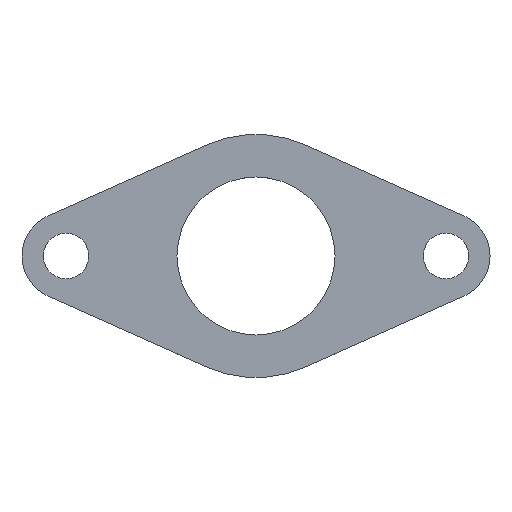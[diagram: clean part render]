
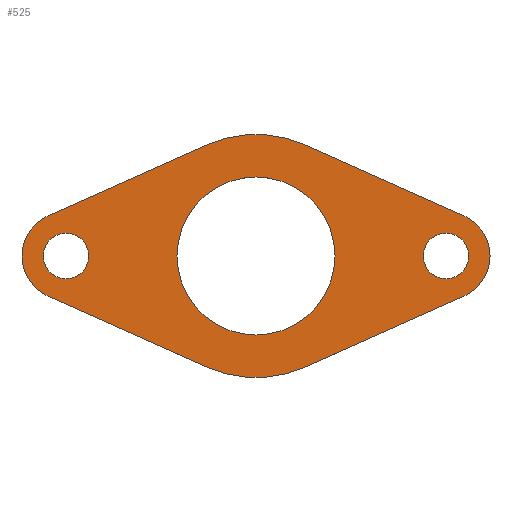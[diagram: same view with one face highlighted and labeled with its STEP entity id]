
A CAD part, top view. The second image highlights one B-rep face of the part: STEP entity #525.
In plain terms, the highlighted planar face has unit normal (0, 0, 1).
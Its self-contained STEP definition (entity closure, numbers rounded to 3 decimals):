
#62=CARTESIAN_POINT('Vertex',(8.16,18.26,1.)) ;
#76=CARTESIAN_POINT('Vertex',(-8.16,18.26,1.)) ;
#79=CARTESIAN_POINT('Axis2P3D Location',(0.,0.,1.)) ;
#107=CARTESIAN_POINT('Vertex',(-34.208,6.619,1.)) ;
#110=CARTESIAN_POINT('Line Origine',(-21.184,12.439,1.)) ;
#138=CARTESIAN_POINT('Vertex',(-34.208,-6.619,1.)) ;
#141=CARTESIAN_POINT('Axis2P3D Location',(-31.25,0.,1.)) ;
#169=CARTESIAN_POINT('Vertex',(-8.16,-18.26,1.)) ;
#172=CARTESIAN_POINT('Line Origine',(-21.184,-12.439,1.)) ;
#200=CARTESIAN_POINT('Vertex',(8.16,-18.26,1.)) ;
#203=CARTESIAN_POINT('Axis2P3D Location',(0.,0.,1.)) ;
#231=CARTESIAN_POINT('Vertex',(34.208,-6.619,1.)) ;
#234=CARTESIAN_POINT('Line Origine',(21.184,-12.439,1.)) ;
#262=CARTESIAN_POINT('Vertex',(34.208,6.619,1.)) ;
#265=CARTESIAN_POINT('Axis2P3D Location',(31.25,0.,1.)) ;
#287=CARTESIAN_POINT('Line Origine',(21.184,12.439,1.)) ;
#304=CARTESIAN_POINT('Axis2P3D Location',(0.,0.,1.)) ;
#308=CARTESIAN_POINT('Vertex',(-13.,0.,1.)) ;
#310=CARTESIAN_POINT('Vertex',(13.,0.,1.)) ;
#339=CARTESIAN_POINT('Axis2P3D Location',(0.,0.,1.)) ;
#361=CARTESIAN_POINT('Axis2P3D Location',(-31.25,0.,1.)) ;
#365=CARTESIAN_POINT('Vertex',(-35.,0.,1.)) ;
#367=CARTESIAN_POINT('Vertex',(-27.5,0.,1.)) ;
#396=CARTESIAN_POINT('Axis2P3D Location',(-31.25,0.,1.)) ;
#418=CARTESIAN_POINT('Axis2P3D Location',(31.25,0.,1.)) ;
#422=CARTESIAN_POINT('Vertex',(27.5,0.,1.)) ;
#424=CARTESIAN_POINT('Vertex',(35.,0.,1.)) ;
#453=CARTESIAN_POINT('Axis2P3D Location',(31.25,0.,1.)) ;
#498=CARTESIAN_POINT('Axis2P3D Location',(0.,0.,1.)) ;
#80=DIRECTION('Axis2P3D Direction',(0.,0.,1.)) ;
#111=DIRECTION('Vector Direction',(0.913,0.408,0.)) ;
#142=DIRECTION('Axis2P3D Direction',(0.,0.,1.)) ;
#173=DIRECTION('Vector Direction',(0.913,-0.408,0.)) ;
#204=DIRECTION('Axis2P3D Direction',(0.,0.,1.)) ;
#235=DIRECTION('Vector Direction',(-0.913,-0.408,0.)) ;
#266=DIRECTION('Axis2P3D Direction',(0.,0.,1.)) ;
#288=DIRECTION('Vector Direction',(-0.913,0.408,0.)) ;
#305=DIRECTION('Axis2P3D Direction',(0.,0.,1.)) ;
#340=DIRECTION('Axis2P3D Direction',(0.,0.,1.)) ;
#362=DIRECTION('Axis2P3D Direction',(0.,0.,1.)) ;
#397=DIRECTION('Axis2P3D Direction',(0.,0.,1.)) ;
#419=DIRECTION('Axis2P3D Direction',(0.,0.,1.)) ;
#454=DIRECTION('Axis2P3D Direction',(0.,0.,1.)) ;
#499=DIRECTION('Axis2P3D Direction',(0.,0.,1.)) ;
#500=DIRECTION('Axis2P3D XDirection',(1.,0.,0.)) ;
#81=AXIS2_PLACEMENT_3D('Circle Axis2P3D',#79,#80,$) ;
#143=AXIS2_PLACEMENT_3D('Circle Axis2P3D',#141,#142,$) ;
#205=AXIS2_PLACEMENT_3D('Circle Axis2P3D',#203,#204,$) ;
#267=AXIS2_PLACEMENT_3D('Circle Axis2P3D',#265,#266,$) ;
#306=AXIS2_PLACEMENT_3D('Circle Axis2P3D',#304,#305,$) ;
#341=AXIS2_PLACEMENT_3D('Circle Axis2P3D',#339,#340,$) ;
#363=AXIS2_PLACEMENT_3D('Circle Axis2P3D',#361,#362,$) ;
#398=AXIS2_PLACEMENT_3D('Circle Axis2P3D',#396,#397,$) ;
#420=AXIS2_PLACEMENT_3D('Circle Axis2P3D',#418,#419,$) ;
#455=AXIS2_PLACEMENT_3D('Circle Axis2P3D',#453,#454,$) ;
#501=AXIS2_PLACEMENT_3D('Plane Axis2P3D',#498,#499,#500) ;
#504=ORIENTED_EDGE('',*,*,#83,.T.) ;
#505=ORIENTED_EDGE('',*,*,#114,.T.) ;
#506=ORIENTED_EDGE('',*,*,#145,.T.) ;
#507=ORIENTED_EDGE('',*,*,#176,.T.) ;
#508=ORIENTED_EDGE('',*,*,#207,.T.) ;
#509=ORIENTED_EDGE('',*,*,#238,.T.) ;
#510=ORIENTED_EDGE('',*,*,#269,.T.) ;
#511=ORIENTED_EDGE('',*,*,#291,.T.) ;
#514=ORIENTED_EDGE('',*,*,#312,.F.) ;
#515=ORIENTED_EDGE('',*,*,#343,.F.) ;
#518=ORIENTED_EDGE('',*,*,#369,.F.) ;
#519=ORIENTED_EDGE('',*,*,#400,.F.) ;
#522=ORIENTED_EDGE('',*,*,#426,.F.) ;
#523=ORIENTED_EDGE('',*,*,#457,.F.) ;
#516=FACE_BOUND('',#513,.T.) ;
#520=FACE_BOUND('',#517,.T.) ;
#524=FACE_BOUND('',#521,.T.) ;
#112=VECTOR('Line Direction',#111,1.) ;
#174=VECTOR('Line Direction',#173,1.) ;
#236=VECTOR('Line Direction',#235,1.) ;
#289=VECTOR('Line Direction',#288,1.) ;
#525=ADVANCED_FACE('Corps principal',(#512,#516,#520,#524),#502,.T.) ;
#82=CIRCLE('generated circle',#81,20.) ;
#144=CIRCLE('generated circle',#143,7.25) ;
#206=CIRCLE('generated circle',#205,20.) ;
#268=CIRCLE('generated circle',#267,7.25) ;
#307=CIRCLE('generated circle',#306,13.) ;
#342=CIRCLE('generated circle',#341,13.) ;
#364=CIRCLE('generated circle',#363,3.75) ;
#399=CIRCLE('generated circle',#398,3.75) ;
#421=CIRCLE('generated circle',#420,3.75) ;
#456=CIRCLE('generated circle',#455,3.75) ;
#83=EDGE_CURVE('',#63,#77,#82,.T.) ;
#114=EDGE_CURVE('',#77,#108,#113,.F.) ;
#145=EDGE_CURVE('',#108,#139,#144,.T.) ;
#176=EDGE_CURVE('',#139,#170,#175,.T.) ;
#207=EDGE_CURVE('',#170,#201,#206,.T.) ;
#238=EDGE_CURVE('',#201,#232,#237,.F.) ;
#269=EDGE_CURVE('',#232,#263,#268,.T.) ;
#291=EDGE_CURVE('',#263,#63,#290,.T.) ;
#312=EDGE_CURVE('',#309,#311,#307,.T.) ;
#343=EDGE_CURVE('',#311,#309,#342,.T.) ;
#369=EDGE_CURVE('',#366,#368,#364,.T.) ;
#400=EDGE_CURVE('',#368,#366,#399,.T.) ;
#426=EDGE_CURVE('',#423,#425,#421,.T.) ;
#457=EDGE_CURVE('',#425,#423,#456,.T.) ;
#503=EDGE_LOOP('',(#504,#505,#506,#507,#508,#509,#510,#511)) ;
#513=EDGE_LOOP('',(#514,#515)) ;
#517=EDGE_LOOP('',(#518,#519)) ;
#521=EDGE_LOOP('',(#522,#523)) ;
#512=FACE_OUTER_BOUND('',#503,.T.) ;
#113=LINE('Line',#110,#112) ;
#175=LINE('Line',#172,#174) ;
#237=LINE('Line',#234,#236) ;
#290=LINE('Line',#287,#289) ;
#502=PLANE('',#501) ;
#63=VERTEX_POINT('',#62) ;
#77=VERTEX_POINT('',#76) ;
#108=VERTEX_POINT('',#107) ;
#139=VERTEX_POINT('',#138) ;
#170=VERTEX_POINT('',#169) ;
#201=VERTEX_POINT('',#200) ;
#232=VERTEX_POINT('',#231) ;
#263=VERTEX_POINT('',#262) ;
#309=VERTEX_POINT('',#308) ;
#311=VERTEX_POINT('',#310) ;
#366=VERTEX_POINT('',#365) ;
#368=VERTEX_POINT('',#367) ;
#423=VERTEX_POINT('',#422) ;
#425=VERTEX_POINT('',#424) ;
